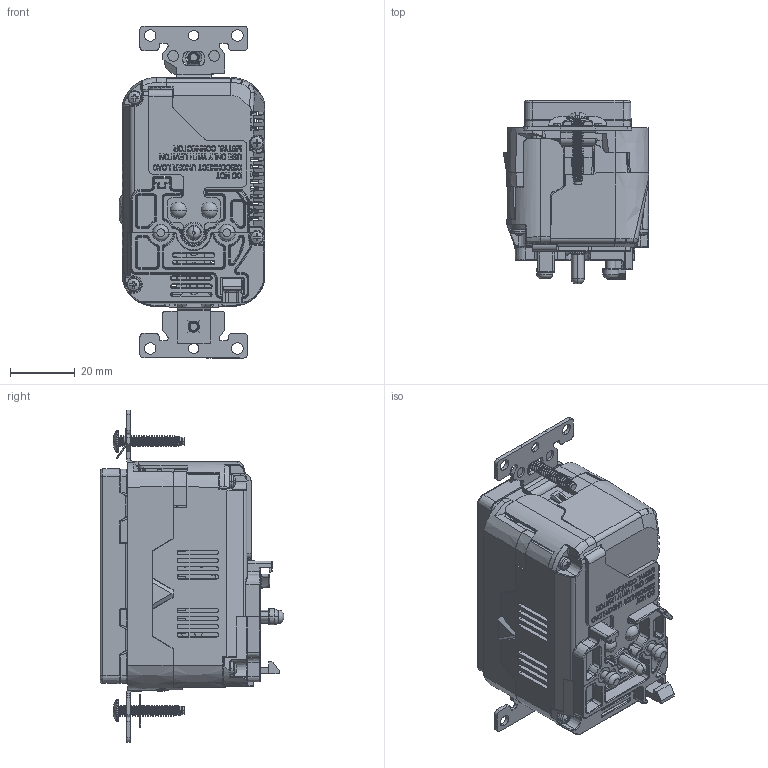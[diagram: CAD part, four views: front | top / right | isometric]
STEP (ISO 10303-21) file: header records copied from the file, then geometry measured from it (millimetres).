
FILE_DESCRIPTION (( 'STEP AP214' ), '1' );
FILE_NAME ('CATSTD-M58AC-HG0-M01.STEP', '2019-07-31T17:31:21', ( '' ), ( '' ), 'SwSTEP 2.0', 'SolidWorks 2017', '' );
FILE_SCHEMA (( 'AUTOMOTIVE_DESIGN' ));
Length unit declared in the file: inch
Products named in the file (1): CATSTD-M58AC-HG0-M01
Bounding box: 45.07 x 56.69 x 102.72 mm (x, y, z)
Surface area: 34018.6 mm2 (no closed solid volume)
Topology: 0 solids, 75 shells, 2717 faces, 11033 edges, 8100 vertices
Faces by surface type: plane 1542, cylinder 446, bspline 373, cone 180, torus 164, sphere 12
Entity records: 182238 total; most frequent: CARTESIAN_POINT 62993, ORIENTED_EDGE 16670, DIRECTION 14921, EDGE_CURVE 11024, VERTEX_POINT 8100, VECTOR 7373, LINE 7373, AXIS2_PLACEMENT_3D 3774
